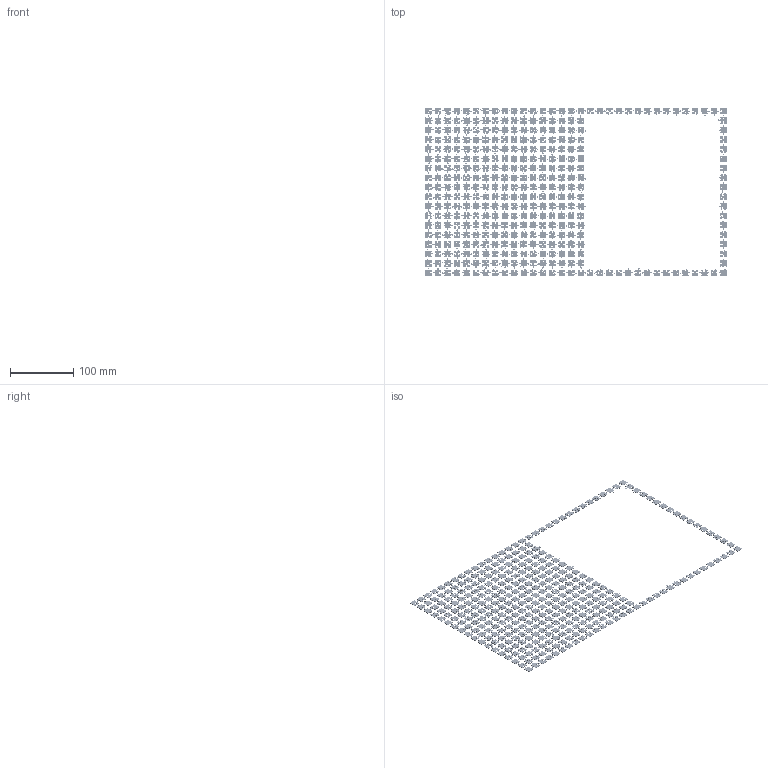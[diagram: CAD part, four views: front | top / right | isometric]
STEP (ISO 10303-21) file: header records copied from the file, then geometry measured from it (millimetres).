
FILE_DESCRIPTION(('HOOPS Exchange Step'),'2;1');
FILE_NAME('temp_export','2024-07-30T12:04:04+08:00',('sharma21'),('Shapr3D Limited'),'HOOPS Exchange 2024.2','Shapr3D','Authorized');
FILE_SCHEMA( ('AUTOMOTIVE_DESIGN { 1 0 10303 214 1 1 1 1 }') );
Length unit declared in the file: millimetre
Products named in the file (1): root
Bounding box: 475 x 265 x 1 mm (x, y, z)
Volume: 35488.1 mm3; surface area: 92632.2 mm2
Topology: 352 solids, 352 shells, 2114 faces, 4230 edges, 2820 vertices
Faces by surface type: bspline 1310, plane 804
Entity records: 71675 total; most frequent: CARTESIAN_POINT 36763, ORIENTED_EDGE 8460, EDGE_CURVE 4230, DIRECTION 3220, VERTEX_POINT 2820, B_SPLINE_CURVE_WITH_KNOTS 2620, EDGE_LOOP 2114, FACE_BOUND 2114
